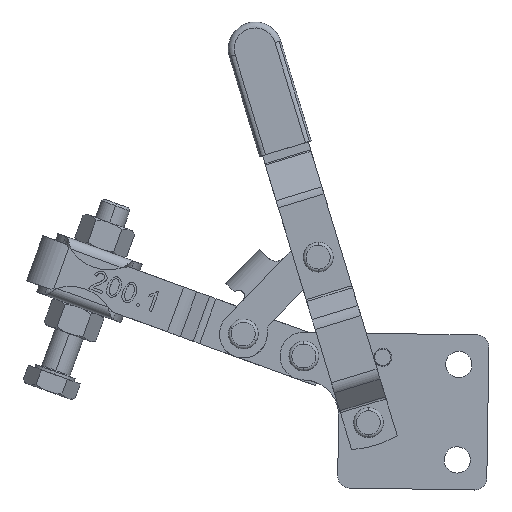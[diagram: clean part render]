
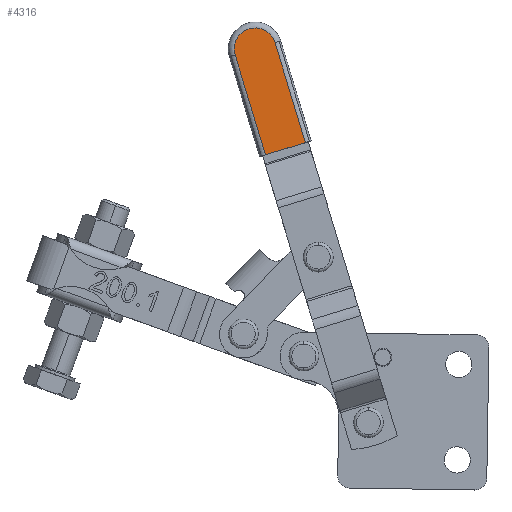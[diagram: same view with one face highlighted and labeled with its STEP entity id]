
A CAD part, left-side view. The second image highlights one B-rep face of the part: STEP entity #4316.
In plain terms, the highlighted planar face has unit normal (-1, 0, 0).
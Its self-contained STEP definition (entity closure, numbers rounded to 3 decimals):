
#3948=CARTESIAN_POINT('',(-137.607,39.561,66.371));
#3949=VERTEX_POINT('',#3948);
#3957=CARTESIAN_POINT('',(-137.607,34.486,49.623));
#3958=VERTEX_POINT('',#3957);
#3959=CARTESIAN_POINT('',(-137.607,39.561,66.371));
#3960=DIRECTION('',(0.0,-0.29,-0.957));
#3961=VECTOR('',#3960,17.5);
#3962=LINE('',#3959,#3961);
#3963=EDGE_CURVE('',#3949,#3958,#3962,.T.);
#3990=CARTESIAN_POINT('',(-137.607,41.185,47.593));
#3991=VERTEX_POINT('',#3990);
#3999=CARTESIAN_POINT('',(-137.607,46.26,64.341));
#4000=VERTEX_POINT('',#3999);
#4001=CARTESIAN_POINT('',(-137.607,41.185,47.593));
#4002=DIRECTION('',(0.0,0.29,0.957));
#4003=VECTOR('',#4002,17.5);
#4004=LINE('',#4001,#4003);
#4005=EDGE_CURVE('',#3991,#4000,#4004,.T.);
#4265=CARTESIAN_POINT('',(-137.607,42.911,65.356));
#4266=DIRECTION('',(1.0,0.,0.));
#4267=DIRECTION('',(0.,0.29,0.957));
#4268=AXIS2_PLACEMENT_3D('',#4265,#4266,#4267);
#4269=CIRCLE('',#4268,3.5);
#4270=EDGE_CURVE('',#4000,#3949,#4269,.T.);
#4300=CARTESIAN_POINT('',(-137.607,41.026,59.135));
#4301=DIRECTION('',(1.0,0.0,0.0));
#4302=DIRECTION('',(0.0,0.957,-0.29));
#4303=AXIS2_PLACEMENT_3D('',#4300,#4301,#4302);
#4304=PLANE('',#4303);
#4305=ORIENTED_EDGE('',*,*,#3963,.F.);
#4306=ORIENTED_EDGE('',*,*,#4270,.F.);
#4307=ORIENTED_EDGE('',*,*,#4005,.F.);
#4308=CARTESIAN_POINT('',(-137.607,34.486,49.623));
#4309=DIRECTION('',(0.0,0.957,-0.29));
#4310=VECTOR('',#4309,7.);
#4311=LINE('',#4308,#4310);
#4312=EDGE_CURVE('',#3958,#3991,#4311,.T.);
#4313=ORIENTED_EDGE('',*,*,#4312,.F.);
#4314=EDGE_LOOP('',(#4305,#4306,#4307,#4313));
#4315=FACE_OUTER_BOUND('',#4314,.T.);
#4316=ADVANCED_FACE('',(#4315),#4304,.F.);
